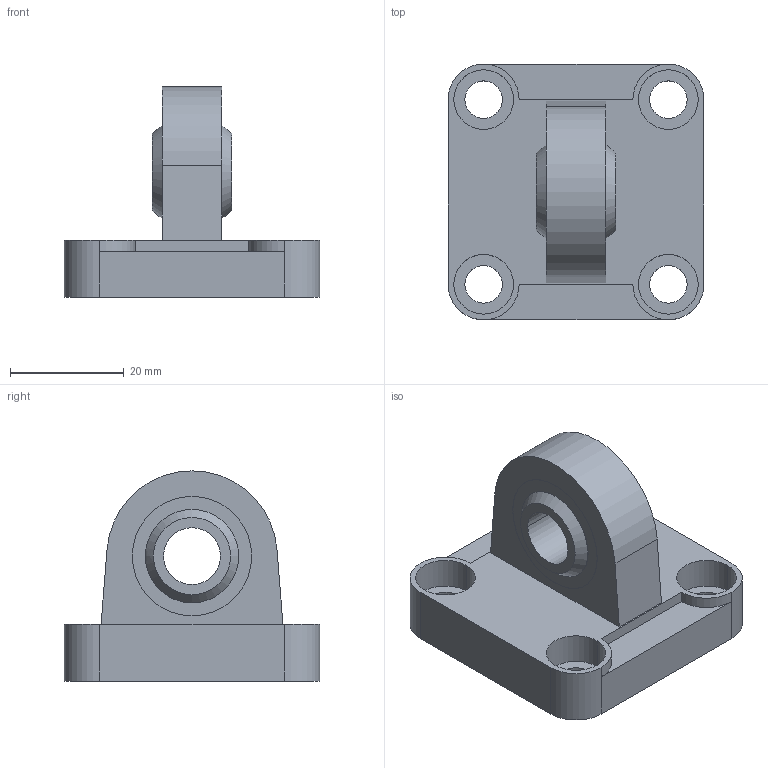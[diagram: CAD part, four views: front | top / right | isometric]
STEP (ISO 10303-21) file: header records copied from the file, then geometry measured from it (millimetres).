
FILE_DESCRIPTION (( 'STEP AP214' ), '1' );
FILE_NAME ('XCM-SN-AC-032.STEP', '2005-09-06T11:58:13', ( 'luigip' ), ( '' ), 'SwSTEP 2.0', 'SolidWorks 2005143', '' );
FILE_SCHEMA (( 'AUTOMOTIVE_DESIGN' ));
Length unit declared in the file: millimetre
Products named in the file (1): XCM-SN-AC-032
Bounding box: 45 x 45 x 37 mm (x, y, z)
Volume: 20432.8 mm3; surface area: 9238.6 mm2
Topology: 1 solids, 1 shells, 62 faces, 148 edges, 98 vertices
Faces by surface type: cylinder 37, plane 23, sphere 2
Entity records: 2003 total; most frequent: DIRECTION 348, CARTESIAN_POINT 303, ORIENTED_EDGE 288, EDGE_CURVE 144, AXIS2_PLACEMENT_3D 141, VERTEX_POINT 96, EDGE_LOOP 84, CIRCLE 78
